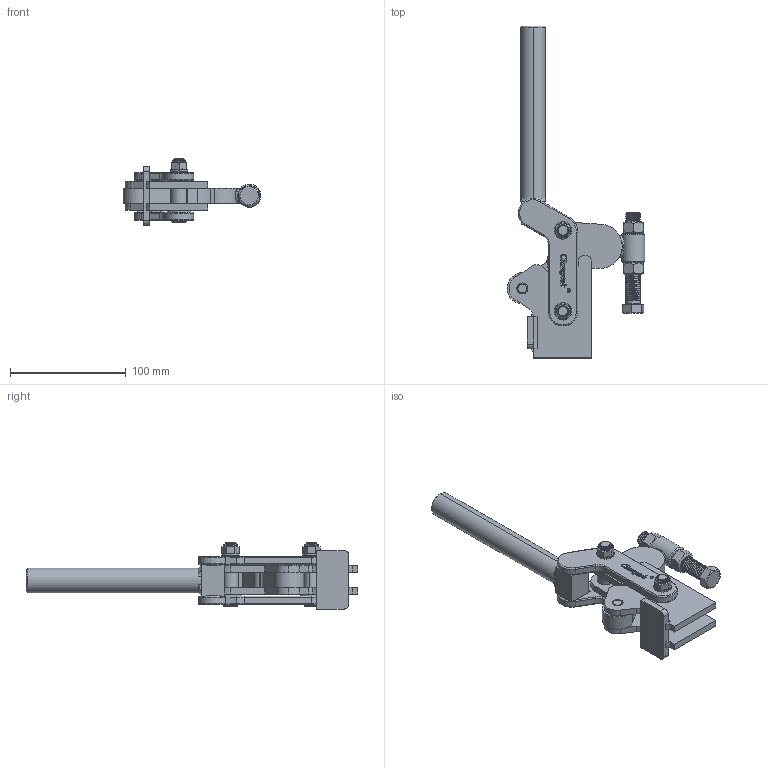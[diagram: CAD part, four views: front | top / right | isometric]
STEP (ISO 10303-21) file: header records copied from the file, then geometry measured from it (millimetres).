
FILE_DESCRIPTION (( 'STEP AP203' ), '1' );
FILE_NAME ('CH-101-KS.STEP', '2010-06-04T08:46:39', ( '微软用户' ), ( '微软中国' ), 'SwSTEP 2.0', 'SolidWorks 2008', '' );
FILE_SCHEMA (( 'CONFIG_CONTROL_DESIGN' ));
Length unit declared in the file: millimetre
Products named in the file (14): 702-D-11_默认; 702-D-03_默认; 702-D-07_默认; 101-KS-05_默认<按加工>; CH-101-KS; 101-KS-01_默认<按加工>; 101-K-02_默认<按加工>; 702-D-10_默认; 702-D-08_默认; 702-D-06_默认; 3-8-16 LOCK NUT_默认; 702-D-12_默认; CH-SA-128017 SPINDLE SUPPLIED_默认; M12 NUT_默认
Assembly tree (24 placements, depth 2):
  CH-101-KS
    702-D-12_默认  x2
    M12 NUT_默认  x2
    702-D-10_默认  x2
    702-D-06_默认  x2
    702-D-11_默认  x4
    702-D-07_默认  x2
    702-D-03_默认  x2
    101-KS-05_默认<按加工>
    CH-SA-128017 SPINDLE SUPPLIED_默认
    3-8-16 LOCK NUT_默认  x2
    702-D-08_默认  x2
    101-KS-01_默认<按加工>
    101-K-02_默认<按加工>
Bounding box: 119.14 x 287.3 x 57.15 mm (x, y, z)
Volume: 219963.7 mm3; surface area: 110849.8 mm2
Topology: 44 solids, 44 shells, 2934 faces, 8312 edges, 5507 vertices
Faces by surface type: plane 1853, cylinder 738, bspline 206, cone 110, torus 27
Entity records: 75803 total; most frequent: CARTESIAN_POINT 27964, ORIENTED_EDGE 10326, DIRECTION 8684, EDGE_CURVE 5163, VERTEX_POINT 3417, VECTOR 3384, LINE 3384, AXIS2_PLACEMENT_3D 2650
